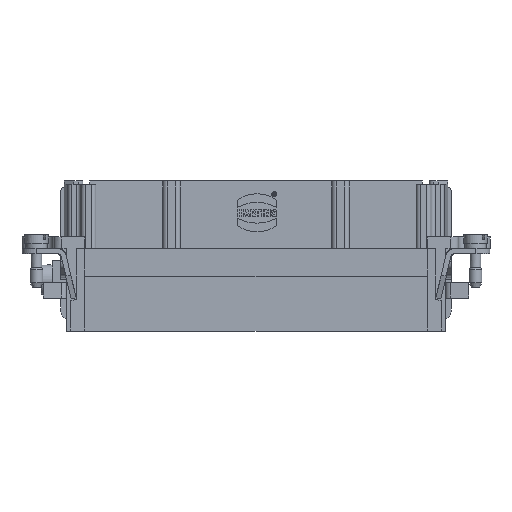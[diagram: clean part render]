
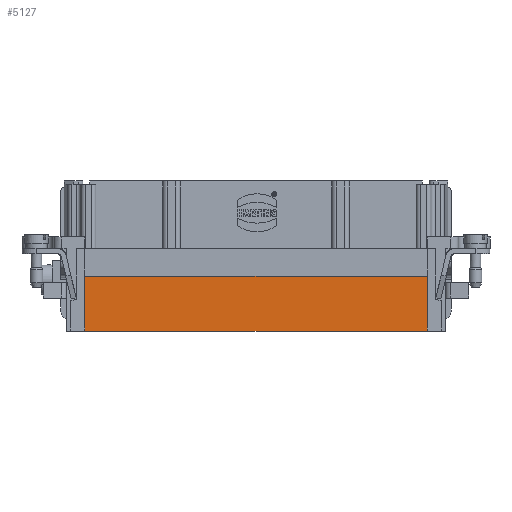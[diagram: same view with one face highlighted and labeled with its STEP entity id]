
A CAD part, front view. The second image highlights one B-rep face of the part: STEP entity #5127.
In plain terms, the highlighted planar face has unit normal (0, -1, 0).
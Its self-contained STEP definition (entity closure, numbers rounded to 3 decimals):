
#3719=FACE_OUTER_BOUND('',#8589,.T.);
#5127=ADVANCED_FACE('',(#3719),#6279,.F.);
#6279=PLANE('',#30824);
#8589=EDGE_LOOP('',(#13960,#13961,#13962,#13963));
#13960=ORIENTED_EDGE('',*,*,#18826,.F.);
#13961=ORIENTED_EDGE('',*,*,#21470,.F.);
#13962=ORIENTED_EDGE('',*,*,#21471,.T.);
#13963=ORIENTED_EDGE('',*,*,#21472,.F.);
#16392=VERTEX_POINT('',#40288);
#16393=VERTEX_POINT('',#40290);
#18346=VERTEX_POINT('',#49680);
#18347=VERTEX_POINT('',#49682);
#18826=EDGE_CURVE('',#16392,#16393,#24158,.T.);
#21470=EDGE_CURVE('',#18346,#16392,#25873,.T.);
#21471=EDGE_CURVE('',#18346,#18347,#25874,.T.);
#21472=EDGE_CURVE('',#16393,#18347,#25875,.T.);
#24158=LINE('',#40289,#26479);
#25873=LINE('',#49679,#28266);
#25874=LINE('',#49681,#28267);
#25875=LINE('',#49683,#28268);
#26479=VECTOR('',#31567,1.);
#28266=VECTOR('',#36018,1.);
#28267=VECTOR('',#36019,1.);
#28268=VECTOR('',#36020,1.);
#30824=AXIS2_PLACEMENT_3D('',#49684,#36021,#36022);
#31567=DIRECTION('',(-1.,0.,0.));
#36018=DIRECTION('',(0.,0.,-1.));
#36019=DIRECTION('',(-1.,0.,0.));
#36020=DIRECTION('',(0.,0.,1.));
#36021=DIRECTION('',(0.,1.,0.));
#36022=DIRECTION('',(0.,0.,1.));
#40288=CARTESIAN_POINT('',(40.6,-17.,-18.35));
#40289=CARTESIAN_POINT('',(0.,-17.,-18.35));
#40290=CARTESIAN_POINT('',(-40.6,-17.,-18.35));
#49679=CARTESIAN_POINT('',(40.6,-17.,-19.65));
#49680=CARTESIAN_POINT('',(40.6,-17.,-5.35));
#49681=CARTESIAN_POINT('',(-40.6,-17.,-5.35));
#49682=CARTESIAN_POINT('',(-40.6,-17.,-5.35));
#49683=CARTESIAN_POINT('',(-40.6,-17.,-19.65));
#49684=CARTESIAN_POINT('',(-40.25,-17.,-19.65));
